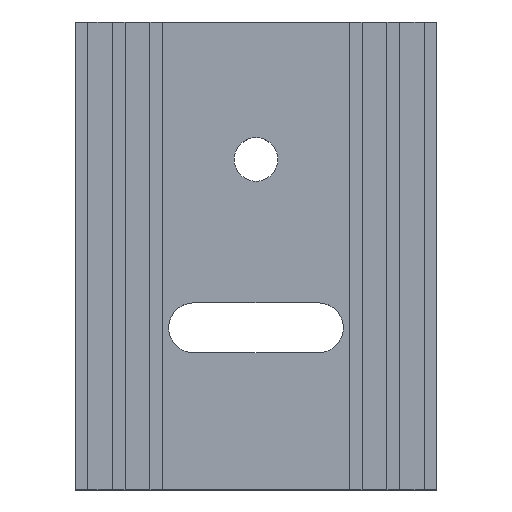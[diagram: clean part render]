
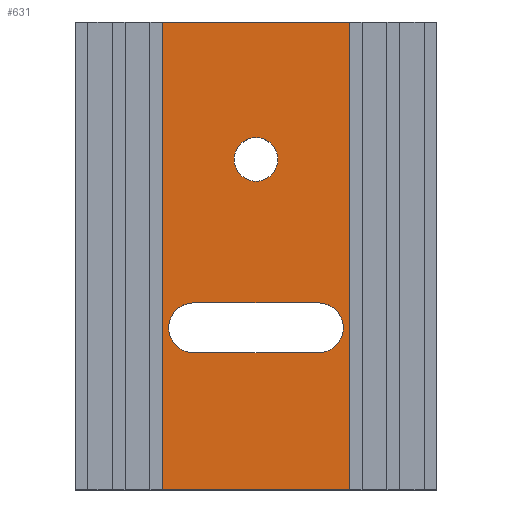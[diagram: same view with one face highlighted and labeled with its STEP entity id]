
A CAD part, top view. The second image highlights one B-rep face of the part: STEP entity #631.
In plain terms, the highlighted planar face has unit normal (0, 0, 1).
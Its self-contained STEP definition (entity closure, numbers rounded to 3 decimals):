
#17=FACE_BOUND('',#109,.T.);
#18=FACE_BOUND('',#110,.T.);
#44=PLANE('',#682);
#75=FACE_OUTER_BOUND('',#108,.T.);
#108=EDGE_LOOP('',(#543,#544,#545,#546));
#109=EDGE_LOOP('',(#547));
#110=EDGE_LOOP('',(#548,#549,#550,#551));
#116=LINE('',#856,#197);
#120=LINE('',#868,#201);
#154=LINE('',#940,#235);
#191=LINE('',#1013,#272);
#192=LINE('',#1015,#273);
#193=LINE('',#1016,#274);
#197=VECTOR('',#698,10.);
#201=VECTOR('',#710,10.);
#235=VECTOR('',#772,10.);
#272=VECTOR('',#833,10.);
#273=VECTOR('',#836,10.);
#274=VECTOR('',#837,10.);
#275=CIRCLE('',#649,1.75);
#278=CIRCLE('',#654,2.);
#280=CIRCLE('',#658,2.);
#281=VERTEX_POINT('',#844);
#285=VERTEX_POINT('',#853);
#286=VERTEX_POINT('',#855);
#288=VERTEX_POINT('',#861);
#290=VERTEX_POINT('',#867);
#313=VERTEX_POINT('',#937);
#314=VERTEX_POINT('',#939);
#337=VERTEX_POINT('',#1009);
#338=VERTEX_POINT('',#1011);
#339=EDGE_CURVE('',#281,#281,#275,.T.);
#344=EDGE_CURVE('',#286,#285,#116,.T.);
#347=EDGE_CURVE('',#288,#286,#278,.T.);
#350=EDGE_CURVE('',#290,#288,#120,.T.);
#353=EDGE_CURVE('',#285,#290,#280,.T.);
#386=EDGE_CURVE('',#313,#314,#154,.T.);
#423=EDGE_CURVE('',#337,#338,#191,.T.);
#424=EDGE_CURVE('',#337,#313,#192,.T.);
#425=EDGE_CURVE('',#338,#314,#193,.T.);
#543=ORIENTED_EDGE('',*,*,#424,.F.);
#544=ORIENTED_EDGE('',*,*,#423,.T.);
#545=ORIENTED_EDGE('',*,*,#425,.T.);
#546=ORIENTED_EDGE('',*,*,#386,.F.);
#547=ORIENTED_EDGE('',*,*,#339,.T.);
#548=ORIENTED_EDGE('',*,*,#344,.T.);
#549=ORIENTED_EDGE('',*,*,#353,.T.);
#550=ORIENTED_EDGE('',*,*,#350,.T.);
#551=ORIENTED_EDGE('',*,*,#347,.T.);
#631=ADVANCED_FACE('',(#75,#17,#18),#44,.T.);
#649=AXIS2_PLACEMENT_3D('',#845,#689,#690);
#654=AXIS2_PLACEMENT_3D('',#862,#704,#705);
#658=AXIS2_PLACEMENT_3D('',#872,#716,#717);
#682=AXIS2_PLACEMENT_3D('',#1014,#834,#835);
#689=DIRECTION('center_axis',(0.,0.,-1.));
#690=DIRECTION('ref_axis',(-1.,0.,0.));
#698=DIRECTION('',(1.,0.,0.));
#704=DIRECTION('center_axis',(0.,0.,-1.));
#705=DIRECTION('ref_axis',(0.,1.,0.));
#710=DIRECTION('',(-1.,0.,0.));
#716=DIRECTION('center_axis',(0.,0.,-1.));
#717=DIRECTION('ref_axis',(0.,-1.,0.));
#772=DIRECTION('',(0.,1.,0.));
#833=DIRECTION('',(0.,1.,0.));
#834=DIRECTION('center_axis',(0.,0.,1.));
#835=DIRECTION('ref_axis',(1.,0.,0.));
#836=DIRECTION('',(-1.,0.,0.));
#837=DIRECTION('',(-1.,0.,0.));
#844=CARTESIAN_POINT('',(1.75,26.5,2.5));
#845=CARTESIAN_POINT('Origin',(0.,26.5,2.5));
#853=CARTESIAN_POINT('',(5.,15.,2.5));
#855=CARTESIAN_POINT('',(-5.,15.,2.5));
#856=CARTESIAN_POINT('',(-2.5,15.,2.5));
#861=CARTESIAN_POINT('',(-5.,11.,2.5));
#862=CARTESIAN_POINT('Origin',(-5.,13.,2.5));
#867=CARTESIAN_POINT('',(5.,11.,2.5));
#868=CARTESIAN_POINT('',(2.5,11.,2.5));
#872=CARTESIAN_POINT('Origin',(5.,13.,2.5));
#937=CARTESIAN_POINT('',(-7.5,0.,2.5));
#939=CARTESIAN_POINT('',(-7.5,37.5,2.5));
#940=CARTESIAN_POINT('',(-7.5,0.,2.5));
#1009=CARTESIAN_POINT('',(7.5,0.,2.5));
#1011=CARTESIAN_POINT('',(7.5,37.5,2.5));
#1013=CARTESIAN_POINT('',(7.5,0.,2.5));
#1014=CARTESIAN_POINT('Origin',(0.,0.,2.5));
#1015=CARTESIAN_POINT('',(7.5,0.,2.5));
#1016=CARTESIAN_POINT('',(-7.5,37.5,2.5));
